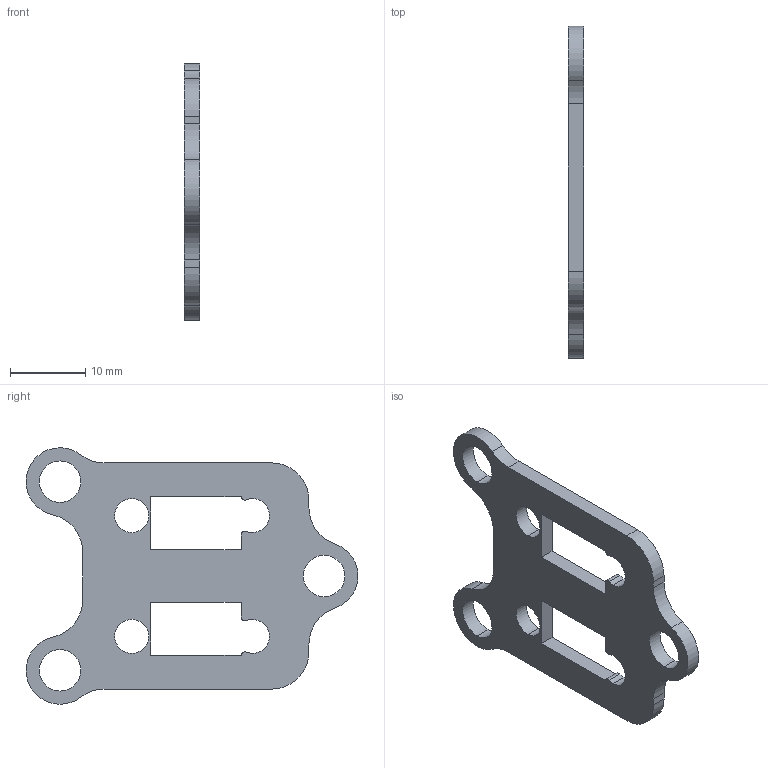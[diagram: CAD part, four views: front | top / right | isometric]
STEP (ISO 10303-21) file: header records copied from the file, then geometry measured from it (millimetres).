
FILE_DESCRIPTION (( 'STEP AP214' ), '1' );
FILE_NAME ('Encoder mount AS5600.STEP', '2023-07-28T15:11:55', ( '' ), ( '' ), 'SwSTEP 2.0', 'SolidWorks 2021', '' );
FILE_SCHEMA (( 'AUTOMOTIVE_DESIGN' ));
Length unit declared in the file: millimetre
Products named in the file (1): Encoder mount AS5600
Bounding box: 2 x 43.98 x 34 mm (x, y, z)
Volume: 1545 mm3; surface area: 2168.9 mm2
Topology: 1 solids, 1 shells, 48 faces, 138 edges, 92 vertices
Faces by surface type: cylinder 33, plane 15
Entity records: 1670 total; most frequent: DIRECTION 302, CARTESIAN_POINT 279, ORIENTED_EDGE 276, EDGE_CURVE 138, AXIS2_PLACEMENT_3D 115, VERTEX_POINT 92, LINE 72, VECTOR 72
